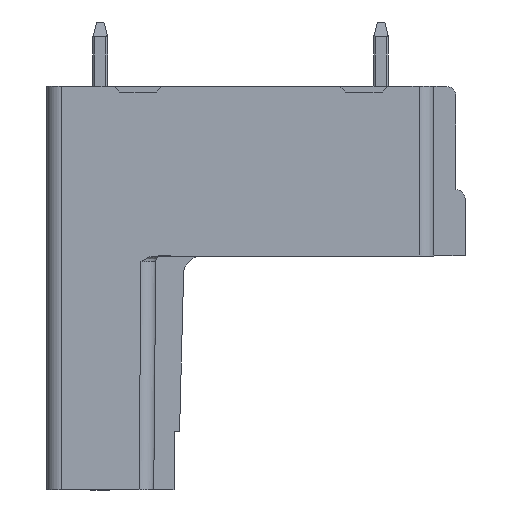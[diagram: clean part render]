
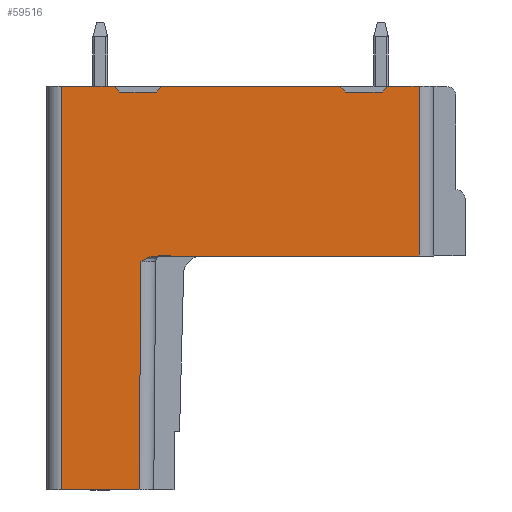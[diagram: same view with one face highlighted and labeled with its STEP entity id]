
A CAD part, left-side view. The second image highlights one B-rep face of the part: STEP entity #59516.
In plain terms, the highlighted planar face has unit normal (-1, 0, 0).
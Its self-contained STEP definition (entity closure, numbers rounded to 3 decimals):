
#958=CARTESIAN_POINT('',(-72.4,5.537,
0.));
#2418=DIRECTION('',(0.,1.,0.));
#2419=VECTOR('',#2418,2.85);
#2420=CARTESIAN_POINT('',(-72.4,7.75,9.2));
#2421=LINE('',#2420,#2419);
#8171=DIRECTION('',(0.,1.,0.));
#8172=VECTOR('',#8171,14.337);
#8173=CARTESIAN_POINT('',(-72.4,-8.8,
0.));
#8174=LINE('',#8173,#8172);
#8175=CARTESIAN_POINT('',(-72.4,5.537,
0.));
#8176=CARTESIAN_POINT('',(-72.4,5.563,
0.));
#8177=CARTESIAN_POINT('',(-72.4,5.618,
-0.002));
#8178=CARTESIAN_POINT('',(-72.4,5.71,
-0.018));
#8179=CARTESIAN_POINT('',(-72.4,5.81,
-0.046));
#8180=CARTESIAN_POINT('',(-72.4,5.918,
-0.089));
#8181=CARTESIAN_POINT('',(-72.4,6.033,
-0.146));
#8182=CARTESIAN_POINT('',(-72.4,6.157,
-0.216));
#8183=CARTESIAN_POINT('',(-72.4,6.245,
-0.271));
#8184=CARTESIAN_POINT('',(-72.4,6.292,
-0.3));
#8186=DIRECTION('',(0.,0.009,-1.));
#8187=VECTOR('',#8186,12.4);
#8188=CARTESIAN_POINT('',(-72.4,6.292,
-0.3));
#8189=LINE('',#8188,#8187);
#8190=DIRECTION('',(0.,1.,0.));
#8191=VECTOR('',#8190,4.2);
#8192=CARTESIAN_POINT('',(-72.4,6.4,-12.7));
#8193=LINE('',#8192,#8191);
#8194=DIRECTION('',(0.,-0.707,-0.707));
#8195=VECTOR('',#8194,0.424);
#8196=CARTESIAN_POINT('',(-72.4,7.75,9.2));
#8197=LINE('',#8196,#8195);
#8198=DIRECTION('',(0.,-0.707,0.707));
#8199=VECTOR('',#8198,0.424);
#8200=CARTESIAN_POINT('',(-72.4,5.45,8.9));
#8201=LINE('',#8200,#8199);
#8202=DIRECTION('',(0.,-1.,0.));
#8203=VECTOR('',#8202,9.65);
#8204=CARTESIAN_POINT('',(-72.4,5.15,9.2));
#8205=LINE('',#8204,#8203);
#8206=DIRECTION('',(0.,-0.707,-0.707));
#8207=VECTOR('',#8206,0.424);
#8208=CARTESIAN_POINT('',(-72.4,-4.5,9.2));
#8209=LINE('',#8208,#8207);
#8210=DIRECTION('',(0.,-0.707,0.707));
#8211=VECTOR('',#8210,0.424);
#8212=CARTESIAN_POINT('',(-72.4,-6.8,8.9));
#8213=LINE('',#8212,#8211);
#8214=DIRECTION('',(0.,-1.,0.));
#8215=VECTOR('',#8214,1.7);
#8216=CARTESIAN_POINT('',(-72.4,-7.1,9.2));
#8217=LINE('',#8216,#8215);
#8218=DIRECTION('',(0.,0.,-1.));
#8219=VECTOR('',#8218,9.2);
#8220=CARTESIAN_POINT('',(-72.4,-8.8,9.2));
#8221=LINE('',#8220,#8219);
#9566=DIRECTION('',(0.,1.,0.));
#9567=VECTOR('',#9566,2.);
#9568=CARTESIAN_POINT('',(-72.4,5.45,8.9));
#9569=LINE('',#9568,#9567);
#24621=DIRECTION('',(0.,0.,-1.));
#24622=VECTOR('',#24621,21.9);
#24623=CARTESIAN_POINT('',(-72.4,10.6,9.2));
#24624=LINE('',#24623,#24622);
#24757=DIRECTION('',(0.,1.,0.));
#24758=VECTOR('',#24757,2.);
#24759=CARTESIAN_POINT('',(-72.4,-6.8,8.9));
#24760=LINE('',#24759,#24758);
#39476=VERTEX_POINT('',#958);
#39477=CARTESIAN_POINT('',(-72.4,-8.8,
0.));
#39478=VERTEX_POINT('',#39477);
#39639=CARTESIAN_POINT('',(-72.4,-8.8,9.2));
#39640=VERTEX_POINT('',#39639);
#39641=CARTESIAN_POINT('',(-72.4,-7.1,9.2));
#39642=VERTEX_POINT('',#39641);
#39647=CARTESIAN_POINT('',(-72.4,-4.5,9.2));
#39648=VERTEX_POINT('',#39647);
#39649=CARTESIAN_POINT('',(-72.4,5.15,9.2));
#39650=VERTEX_POINT('',#39649);
#39659=CARTESIAN_POINT('',(-72.4,7.75,9.2));
#39660=VERTEX_POINT('',#39659);
#39661=CARTESIAN_POINT('',(-72.4,10.6,9.2));
#39662=VERTEX_POINT('',#39661);
#39742=VERTEX_POINT('',#8184);
#39743=CARTESIAN_POINT('',(-72.4,6.4,-12.7));
#39744=VERTEX_POINT('',#39743);
#39745=CARTESIAN_POINT('',(-72.4,10.6,-12.7));
#39746=VERTEX_POINT('',#39745);
#39747=CARTESIAN_POINT('',(-72.4,7.45,8.9));
#39748=VERTEX_POINT('',#39747);
#39749=CARTESIAN_POINT('',(-72.4,5.45,8.9));
#39750=VERTEX_POINT('',#39749);
#39751=CARTESIAN_POINT('',(-72.4,-4.8,8.9));
#39752=VERTEX_POINT('',#39751);
#39753=CARTESIAN_POINT('',(-72.4,-6.8,8.9));
#39754=VERTEX_POINT('',#39753);
#59484=CARTESIAN_POINT('',(-72.4,5.192,-0.3));
#59485=DIRECTION('',(-1.,0.,0.));
#59486=DIRECTION('',(0.,-1.,0.));
#59487=AXIS2_PLACEMENT_3D('',#59484,#59485,#59486);
#59488=PLANE('',#59487);
#59489=ORIENTED_EDGE('',*,*,#49470,.T.);
#59491=ORIENTED_EDGE('',*,*,#59490,.T.);
#59493=ORIENTED_EDGE('',*,*,#59492,.T.);
#59495=ORIENTED_EDGE('',*,*,#59494,.T.);
#59497=ORIENTED_EDGE('',*,*,#59496,.F.);
#59498=ORIENTED_EDGE('',*,*,#50452,.F.);
#59500=ORIENTED_EDGE('',*,*,#59499,.T.);
#59502=ORIENTED_EDGE('',*,*,#59501,.F.);
#59504=ORIENTED_EDGE('',*,*,#59503,.T.);
#59505=ORIENTED_EDGE('',*,*,#50436,.T.);
#59507=ORIENTED_EDGE('',*,*,#59506,.T.);
#59509=ORIENTED_EDGE('',*,*,#59508,.F.);
#59511=ORIENTED_EDGE('',*,*,#59510,.T.);
#59512=ORIENTED_EDGE('',*,*,#50427,.T.);
#59513=ORIENTED_EDGE('',*,*,#59477,.T.);
#59514=EDGE_LOOP('',(#59489,#59491,#59493,#59495,#59497,#59498,#59500,#59502,
#59504,#59505,#59507,#59509,#59511,#59512,#59513));
#59515=FACE_OUTER_BOUND('',#59514,.F.);
#59516=ADVANCED_FACE('',(#59515),#59488,.T.);
#8185=B_SPLINE_CURVE_WITH_KNOTS('',3,(#8175,#8176,#8177,#8178,#8179,#8180,#8181,
#8182,#8183,#8184),.UNSPECIFIED.,.F.,.F.,(4,1,1,1,1,1,1,4),(0.,
0.143,0.286,0.429,0.571,
0.714,0.857,1.),.UNSPECIFIED.);
#49470=EDGE_CURVE('',#39478,#39476,#8174,.T.);
#50427=EDGE_CURVE('',#39642,#39640,#8217,.T.);
#50436=EDGE_CURVE('',#39650,#39648,#8205,.T.);
#50452=EDGE_CURVE('',#39660,#39662,#2421,.T.);
#59477=EDGE_CURVE('',#39640,#39478,#8221,.T.);
#59490=EDGE_CURVE('',#39476,#39742,#8185,.T.);
#59492=EDGE_CURVE('',#39742,#39744,#8189,.T.);
#59494=EDGE_CURVE('',#39744,#39746,#8193,.T.);
#59496=EDGE_CURVE('',#39662,#39746,#24624,.T.);
#59499=EDGE_CURVE('',#39660,#39748,#8197,.T.);
#59501=EDGE_CURVE('',#39750,#39748,#9569,.T.);
#59503=EDGE_CURVE('',#39750,#39650,#8201,.T.);
#59506=EDGE_CURVE('',#39648,#39752,#8209,.T.);
#59508=EDGE_CURVE('',#39754,#39752,#24760,.T.);
#59510=EDGE_CURVE('',#39754,#39642,#8213,.T.);
